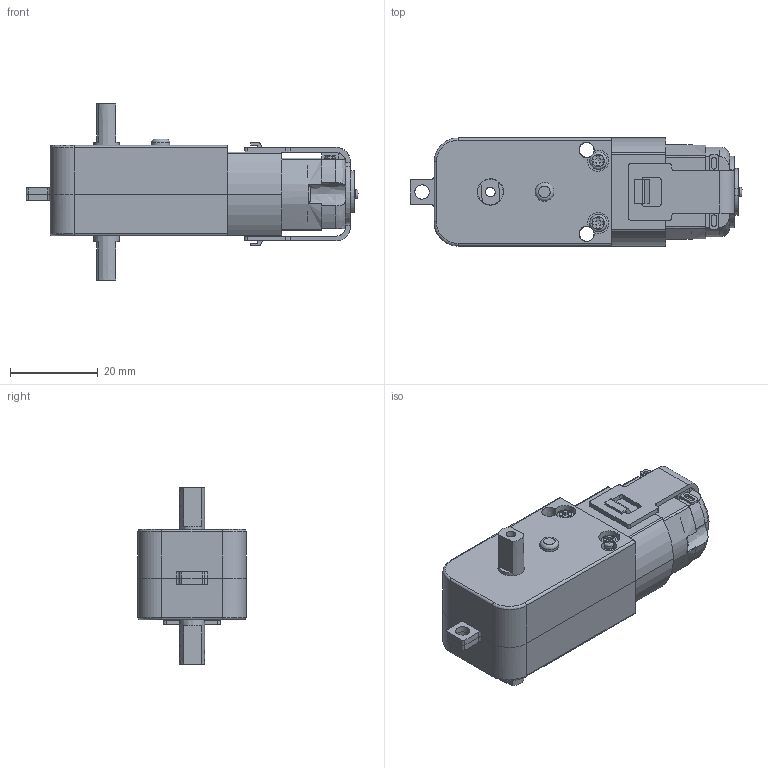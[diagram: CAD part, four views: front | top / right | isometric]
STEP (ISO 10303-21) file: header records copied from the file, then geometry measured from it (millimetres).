
FILE_DESCRIPTION(('FreeCAD Model'),'2;1');
FILE_NAME('Open CASCADE Shape Model','2025-05-02T11:52:33',('FreeCAD'),( 'FreeCAD'),'Open CASCADE STEP processor 7.6','FreeCAD','Unknown');
FILE_SCHEMA(('AUTOMOTIVE_DESIGN { 1 0 10303 214 1 1 1 1 }'));
Products named in the file (1): Open CASCADE STEP translator 7.6 1
Bounding box: 75.6 x 24.6 x 40.23 mm (x, y, z)
Volume: 13246.1 mm3; surface area: 24168.4 mm2
Topology: 14 solids, 14 shells, 1346 faces, 3756 edges, 2475 vertices
Faces by surface type: bspline 1346
Entity records: 79696 total; most frequent: CARTESIAN_POINT 58663, ORIENTED_EDGE 7492, EDGE_CURVE 3746, VERTEX_POINT 2475, B_SPLINE_CURVE_WITH_KNOTS 2382, FACE_BOUND 1443, EDGE_LOOP 1443, ADVANCED_FACE 1346
